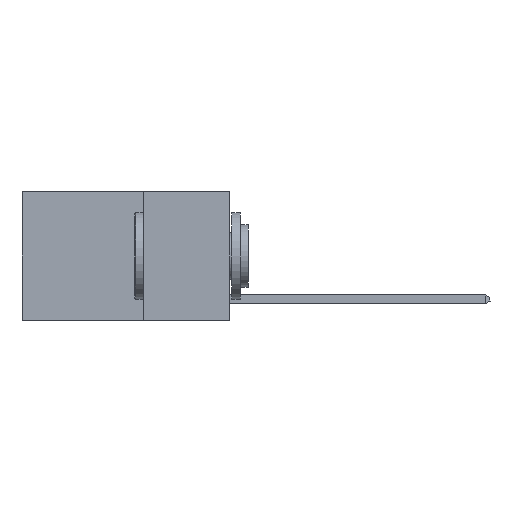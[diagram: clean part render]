
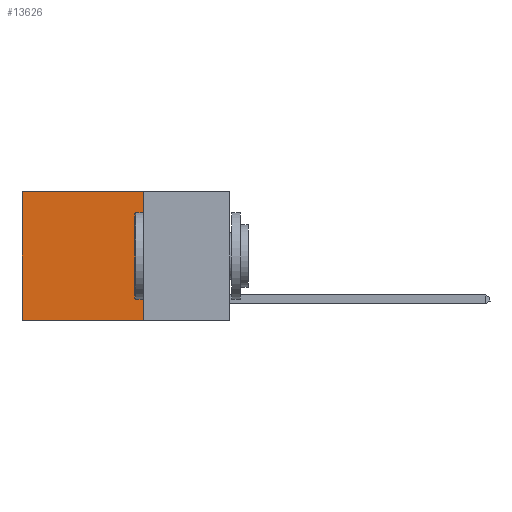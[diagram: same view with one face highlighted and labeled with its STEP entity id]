
A CAD part, left-side view. The second image highlights one B-rep face of the part: STEP entity #13626.
In plain terms, the highlighted planar face has unit normal (-1, 0, 0).
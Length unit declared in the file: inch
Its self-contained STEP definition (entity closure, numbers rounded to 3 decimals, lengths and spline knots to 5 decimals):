
#2 = EDGE_LOOP ( 'NONE', ( #18611, #24836, #16926, #14033 ) ) ;
#1637 = AXIS2_PLACEMENT_3D ( 'NONE', #16204, #3422, #18364 ) ;
#3422 = DIRECTION ( 'NONE',  ( 1., 0., 0. ) ) ;
#4548 = LINE ( 'NONE', #23204, #15223 ) ;
#5408 = CARTESIAN_POINT ( 'NONE',  ( 0.2625, 0.25, 0. ) ) ;
#6115 = CARTESIAN_POINT ( 'NONE',  ( 0.2625, 0.25, -0.37 ) ) ;
#7513 = EDGE_CURVE ( 'NONE', #17639, #21849, #4548, .T. ) ;
#7554 = DIRECTION ( 'NONE',  ( 0., 1., 0. ) ) ;
#7972 = EDGE_CURVE ( 'NONE', #14913, #20579, #10209, .T. ) ;
#8533 = CARTESIAN_POINT ( 'NONE',  ( 0.2625, 0.25, 0. ) ) ;
#9424 = FACE_OUTER_BOUND ( 'NONE', #2, .T. ) ;
#9616 = CARTESIAN_POINT ( 'NONE',  ( 0.2625, 0.6, -0.37 ) ) ;
#10135 = CARTESIAN_POINT ( 'NONE',  ( 0.2625, 0.6, 0. ) ) ;
#10209 = LINE ( 'NONE', #10135, #26605 ) ;
#10517 = VECTOR ( 'NONE', #7554, 39.37008 ) ;
#12269 = DIRECTION ( 'NONE',  ( 0., 0., -1. ) ) ;
#13626 = ADVANCED_FACE ( 'NONE', ( #9424 ), #24742, .F. ) ;
#14033 = ORIENTED_EDGE ( 'NONE', *, *, #27413, .T. ) ;
#14194 = EDGE_CURVE ( 'NONE', #21849, #20579, #18087, .T. ) ;
#14913 = VERTEX_POINT ( 'NONE', #25013 ) ;
#15223 = VECTOR ( 'NONE', #25691, 39.37008 ) ;
#16204 = CARTESIAN_POINT ( 'NONE',  ( 0.2625, 0.25, 0. ) ) ;
#16926 = ORIENTED_EDGE ( 'NONE', *, *, #7513, .F. ) ;
#17412 = VECTOR ( 'NONE', #22255, 39.37008 ) ;
#17639 = VERTEX_POINT ( 'NONE', #8533 ) ;
#18049 = CARTESIAN_POINT ( 'NONE',  ( 0.2625, 0.25, -0.37 ) ) ;
#18087 = LINE ( 'NONE', #18049, #17412 ) ;
#18364 = DIRECTION ( 'NONE',  ( 0., 0., -1. ) ) ;
#18611 = ORIENTED_EDGE ( 'NONE', *, *, #7972, .T. ) ;
#20579 = VERTEX_POINT ( 'NONE', #9616 ) ;
#21849 = VERTEX_POINT ( 'NONE', #6115 ) ;
#21880 = LINE ( 'NONE', #5408, #10517 ) ;
#22255 = DIRECTION ( 'NONE',  ( 0., 1., 0. ) ) ;
#23204 = CARTESIAN_POINT ( 'NONE',  ( 0.2625, 0.25, 0. ) ) ;
#24742 = PLANE ( 'NONE',  #1637 ) ;
#24836 = ORIENTED_EDGE ( 'NONE', *, *, #14194, .F. ) ;
#25013 = CARTESIAN_POINT ( 'NONE',  ( 0.2625, 0.6, 0. ) ) ;
#25691 = DIRECTION ( 'NONE',  ( 0., 0., -1. ) ) ;
#26605 = VECTOR ( 'NONE', #12269, 39.37008 ) ;
#27413 = EDGE_CURVE ( 'NONE', #17639, #14913, #21880, .T. ) ;
